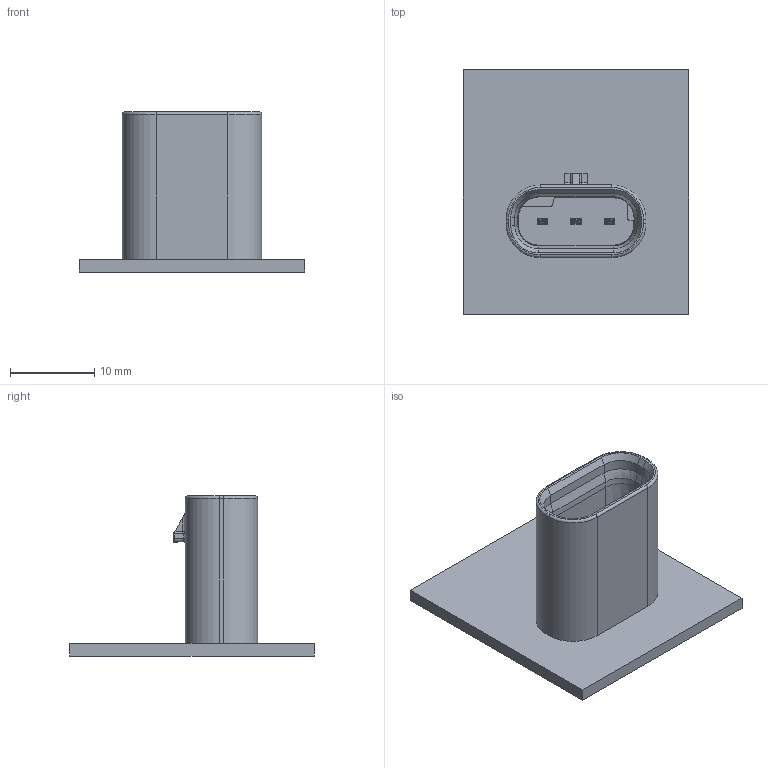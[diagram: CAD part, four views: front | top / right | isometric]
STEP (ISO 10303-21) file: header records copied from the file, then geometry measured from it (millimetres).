
FILE_DESCRIPTION((''),'2;1');
FILE_NAME('KEYF','2015-07-23T',('sramasam'),('FCI - Novi'),'PRO/ENGINEER BY PARAMETRIC TECHNOLOGY CORPORATION, 2009400','PRO/ENGINEER BY PARAMETRIC TECHNOLOGY CORPORATION, 2009400','');
FILE_SCHEMA(('CONFIG_CONTROL_DESIGN'));
Length unit declared in the file: millimetre
Products named in the file (1): KEYF
Bounding box: 26.7 x 29 x 19 mm (x, y, z)
Volume: 2136.4 mm3; surface area: 3168.5 mm2
Topology: 1 solids, 1 shells, 254 faces, 614 edges, 362 vertices
Faces by surface type: plane 104, cylinder 72, bspline 52, torus 16, cone 8, sphere 2
Entity records: 10175 total; most frequent: CARTESIAN_POINT 4603, ORIENTED_EDGE 1228, DIRECTION 1032, EDGE_CURVE 614, VERTEX_POINT 362, AXIS2_PLACEMENT_3D 356, VECTOR 320, LINE 320
